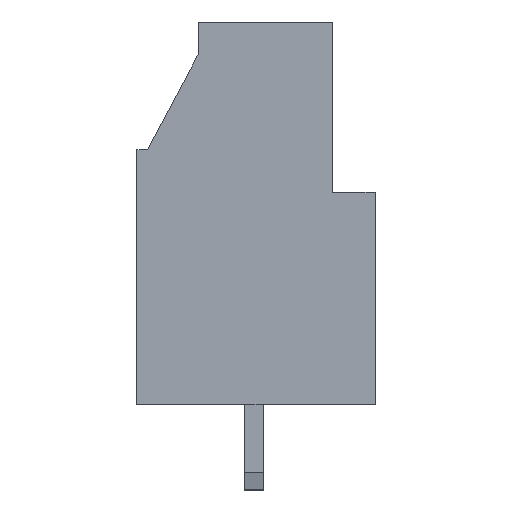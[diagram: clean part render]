
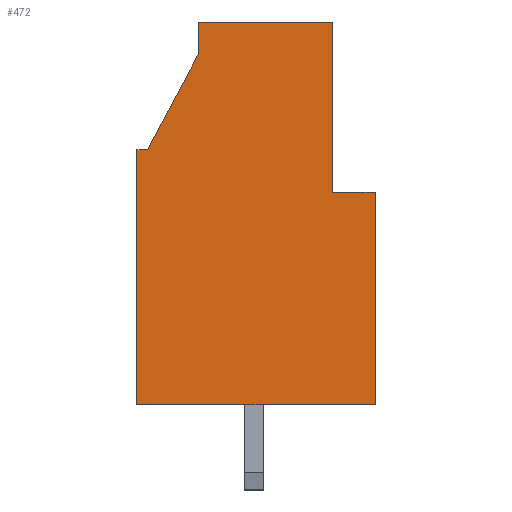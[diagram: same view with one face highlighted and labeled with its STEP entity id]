
A CAD part, front view. The second image highlights one B-rep face of the part: STEP entity #472.
In plain terms, the highlighted planar face has unit normal (0, -1, 0).
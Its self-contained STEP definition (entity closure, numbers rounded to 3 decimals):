
#472 = ADVANCED_FACE( '', ( #1136 ), #1137, .F. );
#1136 = FACE_OUTER_BOUND( '', #2029, .T. );
#1137 = PLANE( '', #2030 );
#2029 = EDGE_LOOP( '', ( #3230, #3231, #3232, #3233, #3234, #3235, #3236, #3237, #3238 ) );
#2030 = AXIS2_PLACEMENT_3D( '', #3239, #3240, #3241 );
#3230 = ORIENTED_EDGE( '', *, *, #5678, .T. );
#3231 = ORIENTED_EDGE( '', *, *, #5441, .T. );
#3232 = ORIENTED_EDGE( '', *, *, #5736, .T. );
#3233 = ORIENTED_EDGE( '', *, *, #5737, .T. );
#3234 = ORIENTED_EDGE( '', *, *, #5696, .T. );
#3235 = ORIENTED_EDGE( '', *, *, #5738, .T. );
#3236 = ORIENTED_EDGE( '', *, *, #5739, .F. );
#3237 = ORIENTED_EDGE( '', *, *, #5740, .F. );
#3238 = ORIENTED_EDGE( '', *, *, #5741, .F. );
#3239 = CARTESIAN_POINT( '', ( 12.32, -2.54, -5.26 ) );
#3240 = DIRECTION( '', ( 0., 1., 0. ) );
#3241 = DIRECTION( '', ( 1., 0., 0. ) );
#5441 = EDGE_CURVE( '', #6501, #6499, #6502, .T. );
#5678 = EDGE_CURVE( '', #6919, #6501, #6920, .T. );
#5696 = EDGE_CURVE( '', #6946, #6948, #6950, .T. );
#5736 = EDGE_CURVE( '', #6499, #7017, #7018, .T. );
#5737 = EDGE_CURVE( '', #7017, #6946, #7019, .T. );
#5738 = EDGE_CURVE( '', #6948, #7020, #7021, .T. );
#5739 = EDGE_CURVE( '', #7022, #7020, #7023, .T. );
#5740 = EDGE_CURVE( '', #7024, #7022, #7025, .T. );
#5741 = EDGE_CURVE( '', #6919, #7024, #7026, .T. );
#6499 = VERTEX_POINT( '', #8073 );
#6501 = VERTEX_POINT( '', #8076 );
#6502 = LINE( '', #8077, #8078 );
#6919 = VERTEX_POINT( '', #8673 );
#6920 = LINE( '', #8674, #8675 );
#6946 = VERTEX_POINT( '', #8713 );
#6948 = VERTEX_POINT( '', #8716 );
#6950 = LINE( '', #8719, #8720 );
#7017 = VERTEX_POINT( '', #8818 );
#7018 = LINE( '', #8819, #8820 );
#7019 = LINE( '', #8821, #8822 );
#7020 = VERTEX_POINT( '', #8823 );
#7021 = LINE( '', #8824, #8825 );
#7022 = VERTEX_POINT( '', #8826 );
#7023 = LINE( '', #8827, #8828 );
#7024 = VERTEX_POINT( '', #8829 );
#7025 = LINE( '', #8830, #8831 );
#7026 = LINE( '', #8832, #8833 );
#8073 = CARTESIAN_POINT( '', ( 11.2, -2.54, 0. ) );
#8076 = CARTESIAN_POINT( '', ( 0., -2.54, 0. ) );
#8077 = CARTESIAN_POINT( '', ( 5.35, -2.54, 0. ) );
#8078 = VECTOR( '', #10365, 1000. );
#8673 = CARTESIAN_POINT( '', ( 0., -2.54, 12. ) );
#8674 = CARTESIAN_POINT( '', ( 0., -2.54, -1. ) );
#8675 = VECTOR( '', #10598, 1000. );
#8713 = CARTESIAN_POINT( '', ( 9.2, -2.54, 10. ) );
#8716 = CARTESIAN_POINT( '', ( 9.2, -2.54, 18. ) );
#8719 = CARTESIAN_POINT( '', ( 9.2, -2.54, -1. ) );
#8720 = VECTOR( '', #10613, 1000. );
#8818 = CARTESIAN_POINT( '', ( 11.2, -2.54, 10. ) );
#8819 = CARTESIAN_POINT( '', ( 11.2, -2.54, -1. ) );
#8820 = VECTOR( '', #10645, 1000. );
#8821 = CARTESIAN_POINT( '', ( 5.35, -2.54, 10. ) );
#8822 = VECTOR( '', #10646, 1000. );
#8823 = CARTESIAN_POINT( '', ( 2.9, -2.54, 18. ) );
#8824 = CARTESIAN_POINT( '', ( 5.35, -2.54, 18. ) );
#8825 = VECTOR( '', #10647, 1000. );
#8826 = CARTESIAN_POINT( '', ( 2.9, -2.54, 16.5 ) );
#8827 = CARTESIAN_POINT( '', ( 2.9, -2.54, -1. ) );
#8828 = VECTOR( '', #10648, 1000. );
#8829 = CARTESIAN_POINT( '', ( 0.5, -2.54, 12. ) );
#8830 = CARTESIAN_POINT( '', ( -6.433, -2.54, -1. ) );
#8831 = VECTOR( '', #10649, 1000. );
#8832 = CARTESIAN_POINT( '', ( 5.35, -2.54, 12. ) );
#8833 = VECTOR( '', #10650, 1000. );
#10365 = DIRECTION( '', ( 1., 0., 0. ) );
#10598 = DIRECTION( '', ( 0., 0., -1. ) );
#10613 = DIRECTION( '', ( 0., 0., 1. ) );
#10645 = DIRECTION( '', ( 0., 0., 1. ) );
#10646 = DIRECTION( '', ( -1., 0., 0. ) );
#10647 = DIRECTION( '', ( -1., 0., 0. ) );
#10648 = DIRECTION( '', ( 0., 0., 1. ) );
#10649 = DIRECTION( '', ( 0.471, 0., 0.882 ) );
#10650 = DIRECTION( '', ( 1., 0., 0. ) );
